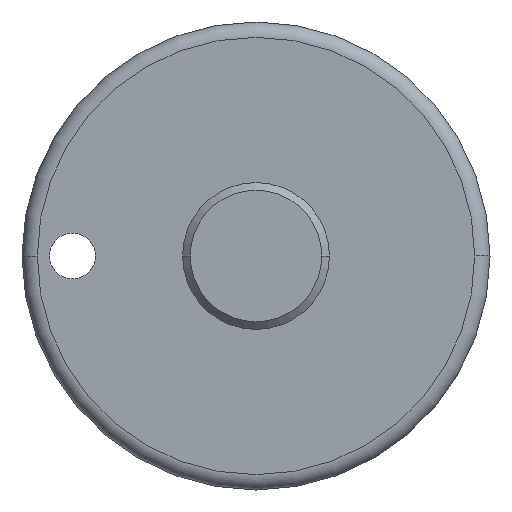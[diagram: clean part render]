
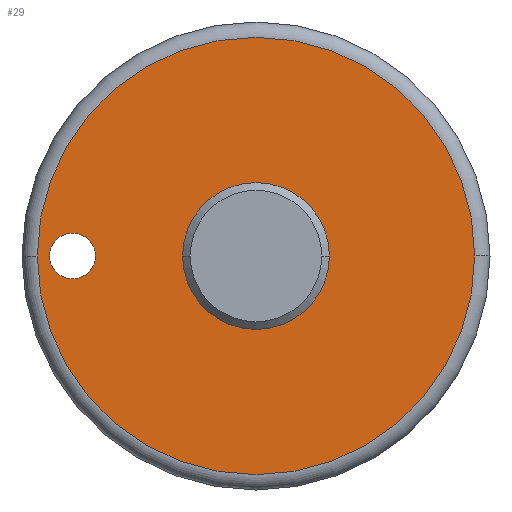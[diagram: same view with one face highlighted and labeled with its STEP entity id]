
A CAD part, left-side view. The second image highlights one B-rep face of the part: STEP entity #29.
In plain terms, the highlighted planar face has unit normal (-1, 0, 0).
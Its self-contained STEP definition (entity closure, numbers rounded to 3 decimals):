
#8 = CIRCLE ( 'NONE', #512, 1.5 ) ;
#19 = DIRECTION ( 'NONE',  ( -1., 0., 0. ) ) ;
#29 = ADVANCED_FACE ( 'NONE', ( #995, #249, #622 ), #772, .F. ) ;
#43 = CARTESIAN_POINT ( 'NONE',  ( -116.681, 14.221, 0. ) ) ;
#87 = AXIS2_PLACEMENT_3D ( 'NONE', #206, #476, #761 ) ;
#93 = CIRCLE ( 'NONE', #994, 14.3 ) ;
#120 = CARTESIAN_POINT ( 'NONE',  ( -116.681, 5.521, 0. ) ) ;
#134 = VERTEX_POINT ( 'NONE', #728 ) ;
#206 = CARTESIAN_POINT ( 'NONE',  ( -116.681, 0.721, 0. ) ) ;
#226 = AXIS2_PLACEMENT_3D ( 'NONE', #594, #841, #510 ) ;
#229 = EDGE_LOOP ( 'NONE', ( #352, #633 ) ) ;
#236 = ORIENTED_EDGE ( 'NONE', *, *, #471, .F. ) ;
#249 = FACE_OUTER_BOUND ( 'NONE', #1046, .T. ) ;
#287 = DIRECTION ( 'NONE',  ( 1., 0., 0. ) ) ;
#291 = CARTESIAN_POINT ( 'NONE',  ( -116.681, 12.721, 0. ) ) ;
#302 = CARTESIAN_POINT ( 'NONE',  ( -116.681, 15.021, 0. ) ) ;
#348 = VERTEX_POINT ( 'NONE', #43 ) ;
#352 = ORIENTED_EDGE ( 'NONE', *, *, #1088, .T. ) ;
#354 = ORIENTED_EDGE ( 'NONE', *, *, #430, .T. ) ;
#400 = EDGE_CURVE ( 'NONE', #732, #613, #452, .T. ) ;
#430 = EDGE_CURVE ( 'NONE', #613, #732, #93, .T. ) ;
#440 = DIRECTION ( 'NONE',  ( 0., 1., 0. ) ) ;
#443 = DIRECTION ( 'NONE',  ( -1., 0., 0. ) ) ;
#446 = AXIS2_PLACEMENT_3D ( 'NONE', #1037, #714, #440 ) ;
#452 = CIRCLE ( 'NONE', #753, 14.3 ) ;
#471 = EDGE_CURVE ( 'NONE', #134, #960, #723, .T. ) ;
#476 = DIRECTION ( 'NONE',  ( -1., 0., 0. ) ) ;
#486 = DIRECTION ( 'NONE',  ( 1., 0., 0. ) ) ;
#510 = DIRECTION ( 'NONE',  ( 0., -1., 0. ) ) ;
#512 = AXIS2_PLACEMENT_3D ( 'NONE', #291, #486, #747 ) ;
#528 = DIRECTION ( 'NONE',  ( 0., 1., 0. ) ) ;
#559 = EDGE_CURVE ( 'NONE', #988, #348, #8, .T. ) ;
#565 = CARTESIAN_POINT ( 'NONE',  ( -116.681, 12.721, 0. ) ) ;
#584 = CARTESIAN_POINT ( 'NONE',  ( -116.681, 0.721, 0. ) ) ;
#594 = CARTESIAN_POINT ( 'NONE',  ( -116.681, 0.721, 0. ) ) ;
#613 = VERTEX_POINT ( 'NONE', #302 ) ;
#622 = FACE_BOUND ( 'NONE', #863, .T. ) ;
#633 = ORIENTED_EDGE ( 'NONE', *, *, #559, .T. ) ;
#634 = CIRCLE ( 'NONE', #87, 4.8 ) ;
#649 = CIRCLE ( 'NONE', #704, 1.5 ) ;
#704 = AXIS2_PLACEMENT_3D ( 'NONE', #565, #287, #898 ) ;
#714 = DIRECTION ( 'NONE',  ( 1., 0., 0. ) ) ;
#723 = CIRCLE ( 'NONE', #226, 4.8 ) ;
#728 = CARTESIAN_POINT ( 'NONE',  ( -116.681, -4.079, 0. ) ) ;
#732 = VERTEX_POINT ( 'NONE', #850 ) ;
#733 = ORIENTED_EDGE ( 'NONE', *, *, #400, .T. ) ;
#747 = DIRECTION ( 'NONE',  ( 0., 1., 0. ) ) ;
#753 = AXIS2_PLACEMENT_3D ( 'NONE', #584, #19, #528 ) ;
#761 = DIRECTION ( 'NONE',  ( 0., -1., 0. ) ) ;
#772 = PLANE ( 'NONE',  #446 ) ;
#833 = EDGE_CURVE ( 'NONE', #960, #134, #634, .T. ) ;
#841 = DIRECTION ( 'NONE',  ( -1., 0., 0. ) ) ;
#850 = CARTESIAN_POINT ( 'NONE',  ( -116.681, -13.579, 0. ) ) ;
#854 = DIRECTION ( 'NONE',  ( 0., 1., 0. ) ) ;
#863 = EDGE_LOOP ( 'NONE', ( #236, #1068 ) ) ;
#868 = CARTESIAN_POINT ( 'NONE',  ( -116.681, 11.221, 0. ) ) ;
#898 = DIRECTION ( 'NONE',  ( 0., 1., 0. ) ) ;
#960 = VERTEX_POINT ( 'NONE', #120 ) ;
#988 = VERTEX_POINT ( 'NONE', #868 ) ;
#994 = AXIS2_PLACEMENT_3D ( 'NONE', #1000, #443, #854 ) ;
#995 = FACE_BOUND ( 'NONE', #229, .T. ) ;
#1000 = CARTESIAN_POINT ( 'NONE',  ( -116.681, 0.721, 0. ) ) ;
#1037 = CARTESIAN_POINT ( 'NONE',  ( -116.681, 16.021, 0. ) ) ;
#1046 = EDGE_LOOP ( 'NONE', ( #354, #733 ) ) ;
#1068 = ORIENTED_EDGE ( 'NONE', *, *, #833, .F. ) ;
#1088 = EDGE_CURVE ( 'NONE', #348, #988, #649, .T. ) ;
